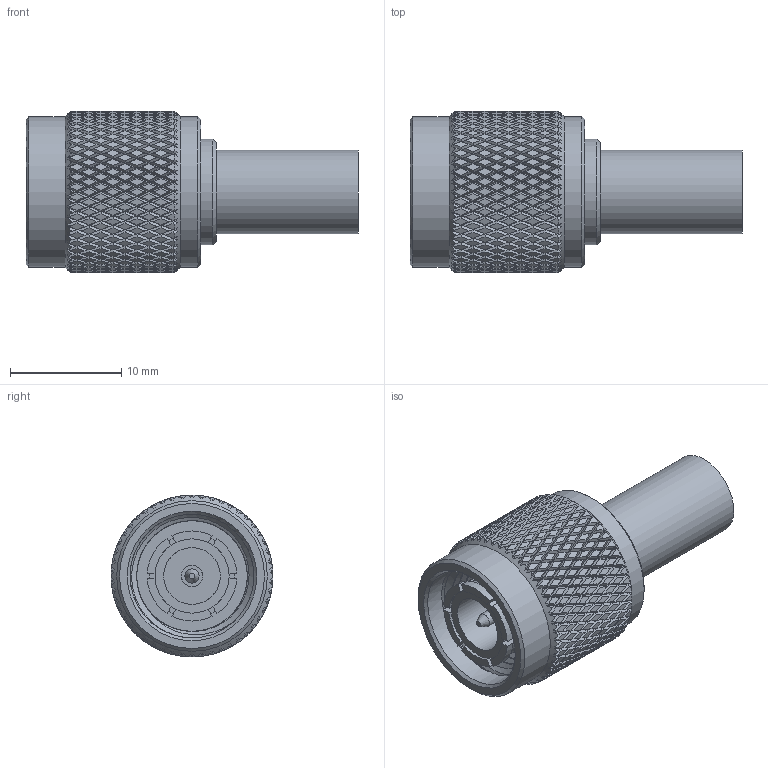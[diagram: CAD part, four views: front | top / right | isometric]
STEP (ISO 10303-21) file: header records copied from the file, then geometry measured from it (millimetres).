
FILE_DESCRIPTION (( 'STEP AP203' ), '1' );
FILE_NAME ('SC4272_3D.step', '2021-02-17T20:35:06', ( '' ), ( '' ), 'SwSTEP 2.0', 'SolidWorks 2018', '' );
FILE_SCHEMA (( 'CONFIG_CONTROL_DESIGN' ));
Products named in the file (1): SC4272_3D
Bounding box: 29.78 x 14.5 x 14.5 mm (x, y, z)
Volume: 2220.6 mm3; surface area: 2821.2 mm2
Topology: 2 solids, 2 shells, 2600 faces, 5491 edges, 2907 vertices
Faces by surface type: bspline 2003, cylinder 540, plane 41, cone 16
Full cylindrical faces by diameter (mm): 1.27 x1, 1.905 x1, 4.2 x1, 5.08 x1, 5.46 x3, 5.6 x2, 6.6 x1, 7.5 x1, 7.569 x1, 9.469 x1, 11.112 x6, 13.513 x2
Entity records: 99907 total; most frequent: CARTESIAN_POINT 67103, ORIENTED_EDGE 10886, EDGE_CURVE 5443, VERTEX_POINT 2890, EDGE_LOOP 2633, FACE_OUTER_BOUND 2610, ADVANCED_FACE 2594, B_SPLINE_CURVE_WITH_KNOTS 2270
